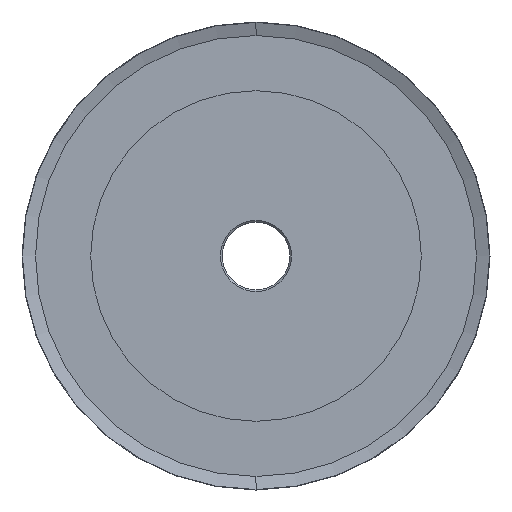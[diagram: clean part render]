
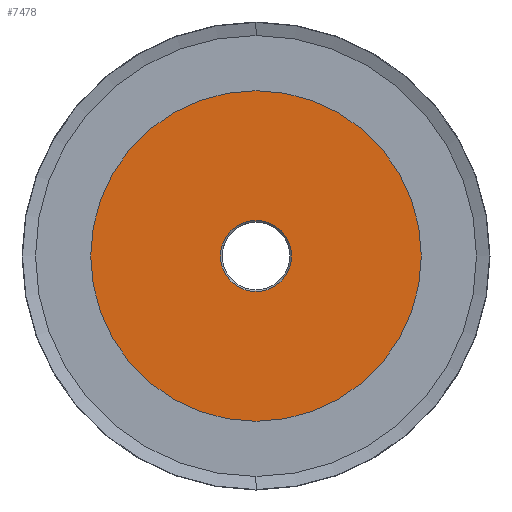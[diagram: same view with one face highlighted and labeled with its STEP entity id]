
A CAD part, left-side view. The second image highlights one B-rep face of the part: STEP entity #7478.
In plain terms, the highlighted planar face has unit normal (-1, 0, 0).
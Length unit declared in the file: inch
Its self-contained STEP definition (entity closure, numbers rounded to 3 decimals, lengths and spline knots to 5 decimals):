
#101 = VERTEX_POINT ( 'NONE', #14314 ) ;
#339 = DIRECTION ( 'NONE',  ( 0., 0., -1. ) ) ;
#533 = ORIENTED_EDGE ( 'NONE', *, *, #13365, .T. ) ;
#806 = CIRCLE ( 'NONE', #19664, 0.611 ) ;
#2105 = DIRECTION ( 'NONE',  ( 1., 0., 0. ) ) ;
#2182 = DIRECTION ( 'NONE',  ( -1., 0., 0. ) ) ;
#2945 = ORIENTED_EDGE ( 'NONE', *, *, #23123, .T. ) ;
#3758 = FACE_OUTER_BOUND ( 'NONE', #5378, .T. ) ;
#4138 = PLANE ( 'NONE',  #10944 ) ;
#5378 = EDGE_LOOP ( 'NONE', ( #22969, #2945 ) ) ;
#5890 = EDGE_CURVE ( 'NONE', #101, #19040, #806, .T. ) ;
#6040 = CARTESIAN_POINT ( 'NONE',  ( -0.3595, 0., -0.1313 ) ) ;
#6963 = VERTEX_POINT ( 'NONE', #6040 ) ;
#7478 = ADVANCED_FACE ( 'NONE', ( #22322, #3758 ), #4138, .F. ) ;
#7540 = VERTEX_POINT ( 'NONE', #11523 ) ;
#7771 = DIRECTION ( 'NONE',  ( 0., 0., -1. ) ) ;
#8038 = EDGE_CURVE ( 'NONE', #6963, #7540, #11679, .T. ) ;
#9127 = AXIS2_PLACEMENT_3D ( 'NONE', #21968, #11249, #339 ) ;
#10441 = CARTESIAN_POINT ( 'NONE',  ( -0.3595, 0., 0. ) ) ;
#10849 = AXIS2_PLACEMENT_3D ( 'NONE', #10441, #22951, #12273 ) ;
#10944 = AXIS2_PLACEMENT_3D ( 'NONE', #16756, #18600, #7771 ) ;
#11175 = CIRCLE ( 'NONE', #10849, 0.611 ) ;
#11249 = DIRECTION ( 'NONE',  ( 1., 0., 0. ) ) ;
#11523 = CARTESIAN_POINT ( 'NONE',  ( -0.3595, 0., 0.1313 ) ) ;
#11679 = CIRCLE ( 'NONE', #12504, 0.1313 ) ;
#12273 = DIRECTION ( 'NONE',  ( 0., 0., 1. ) ) ;
#12504 = AXIS2_PLACEMENT_3D ( 'NONE', #13040, #2105, #14839 ) ;
#13040 = CARTESIAN_POINT ( 'NONE',  ( -0.3595, 0., 0. ) ) ;
#13111 = CARTESIAN_POINT ( 'NONE',  ( -0.3595, 0., 0. ) ) ;
#13365 = EDGE_CURVE ( 'NONE', #7540, #6963, #16576, .T. ) ;
#13876 = CARTESIAN_POINT ( 'NONE',  ( -0.3595, 0., -0.611 ) ) ;
#14314 = CARTESIAN_POINT ( 'NONE',  ( -0.3595, 0., 0.611 ) ) ;
#14839 = DIRECTION ( 'NONE',  ( 0., 0., -1. ) ) ;
#14913 = DIRECTION ( 'NONE',  ( 0., 0., 1. ) ) ;
#15692 = EDGE_LOOP ( 'NONE', ( #533, #20059 ) ) ;
#16576 = CIRCLE ( 'NONE', #9127, 0.1313 ) ;
#16756 = CARTESIAN_POINT ( 'NONE',  ( -0.3595, 0.865, 0. ) ) ;
#18600 = DIRECTION ( 'NONE',  ( 1., 0., 0. ) ) ;
#19040 = VERTEX_POINT ( 'NONE', #13876 ) ;
#19664 = AXIS2_PLACEMENT_3D ( 'NONE', #13111, #2182, #14913 ) ;
#20059 = ORIENTED_EDGE ( 'NONE', *, *, #8038, .T. ) ;
#21968 = CARTESIAN_POINT ( 'NONE',  ( -0.3595, 0., 0. ) ) ;
#22322 = FACE_BOUND ( 'NONE', #15692, .T. ) ;
#22951 = DIRECTION ( 'NONE',  ( -1., 0., 0. ) ) ;
#22969 = ORIENTED_EDGE ( 'NONE', *, *, #5890, .T. ) ;
#23123 = EDGE_CURVE ( 'NONE', #19040, #101, #11175, .T. ) ;
